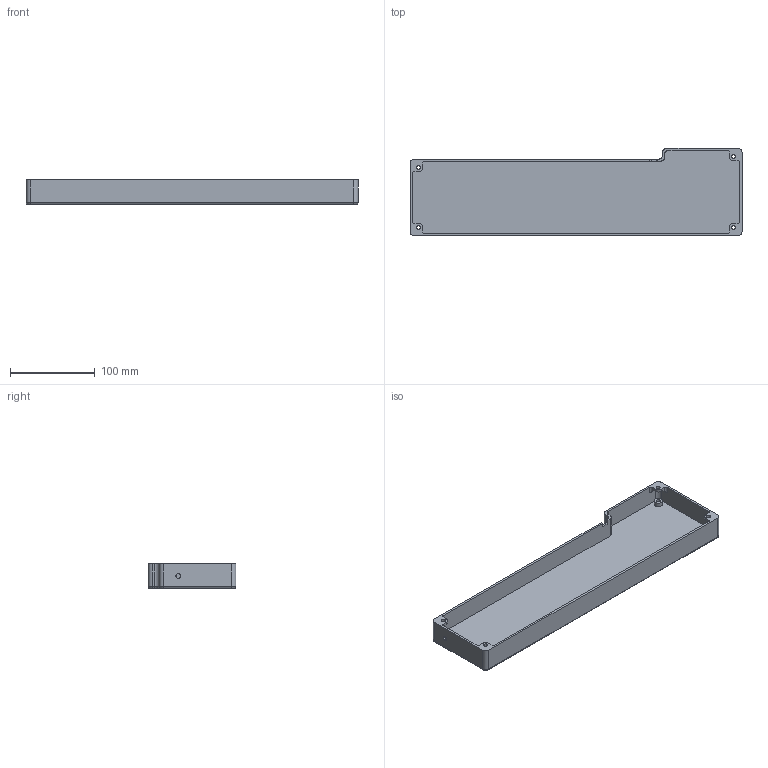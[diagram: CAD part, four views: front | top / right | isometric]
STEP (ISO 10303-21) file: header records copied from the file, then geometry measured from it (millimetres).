
FILE_DESCRIPTION(/* description */ ('STEP AP242','CAx-IF Rec.Pracs.---Representation and Presentation of Product Manufacturing Information (PMI)---4.0---2014-10-13','CAx-IF Rec.Pracs.---3D Tessellated Geometry---0.4---2014-09-14','2;1','CAx-IF Rec.Pracs.---User Defined Attributes---1.5---2016-08-15'),/* implementation_level */ '2;1');
FILE_NAME(/* name */ '690a85195c13cfccbc2b7fb4',/* time_stamp */ '2025-11-04T22:58:44Z',/* author */ (''),/* organization */ (''),/* preprocessor_version */ 'ST-DEVELOPER v20',/* originating_system */ 'ONSHAPE BY PTC INC, 1.206',/* authorisation */ ' ');
FILE_SCHEMA (('AP242_MANAGED_MODEL_BASED_3D_ENGINEERING_MIM_LF { 1 0 10303 442 1 1 4 }'));
Length unit declared in the file: metre
Products named in the file (1): Case
Bounding box: 391 x 103.5 x 29 mm (x, y, z)
Volume: 244197.6 mm3; surface area: 125542.1 mm2
Topology: 1 solids, 1 shells, 97 faces, 253 edges, 158 vertices
Faces by surface type: cylinder 45, plane 42, torus 6, cone 4
Full cylindrical faces by diameter (mm): 4.5 x8, 5.5 x1, 10 x4
Entity records: 2940 total; most frequent: DIRECTION 528, CARTESIAN_POINT 492, ORIENTED_EDGE 472, EDGE_CURVE 236, AXIS2_PLACEMENT_3D 194, VERTEX_POINT 158, LINE 140, VECTOR 140
